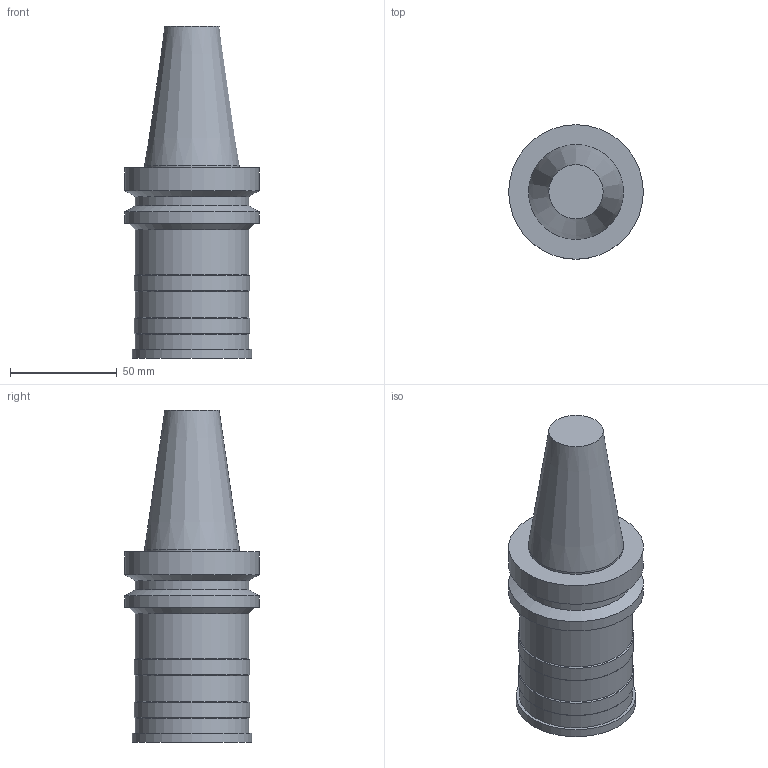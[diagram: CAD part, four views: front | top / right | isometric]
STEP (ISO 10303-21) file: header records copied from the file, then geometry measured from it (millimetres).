
FILE_DESCRIPTION((''),'1');
FILE_NAME('BBT40-TSLE25-90.stp','2013-09-13T01:32:28',(''),(''),'Spatial Interop R18','Kubotek KeyCreator V8.5.1 (14335)',' ');
FILE_SCHEMA(('CONFIG_CONTROL_DESIGN'));
Length unit declared in the file: millimetre
Products named in the file (1): 1
Bounding box: 63 x 63 x 155.4 mm (x, y, z)
Volume: 282264.1 mm3; surface area: 29498.1 mm2
Topology: 1 solids, 1 shells, 23 faces, 40 edges, 22 vertices
Faces by surface type: cylinder 10, cone 8, plane 5
Full cylindrical faces by diameter (mm): 44.45 x1, 53 x4, 54 x2, 56 x1, 63 x2
Entity records: 498 total; most frequent: DIRECTION 92, CARTESIAN_POINT 68, AXIS2_PLACEMENT_3D 46, EDGE_LOOP 44, ORIENTED_EDGE 44, FACE_BOUND 39, ADVANCED_FACE 23, EDGE_CURVE 22
